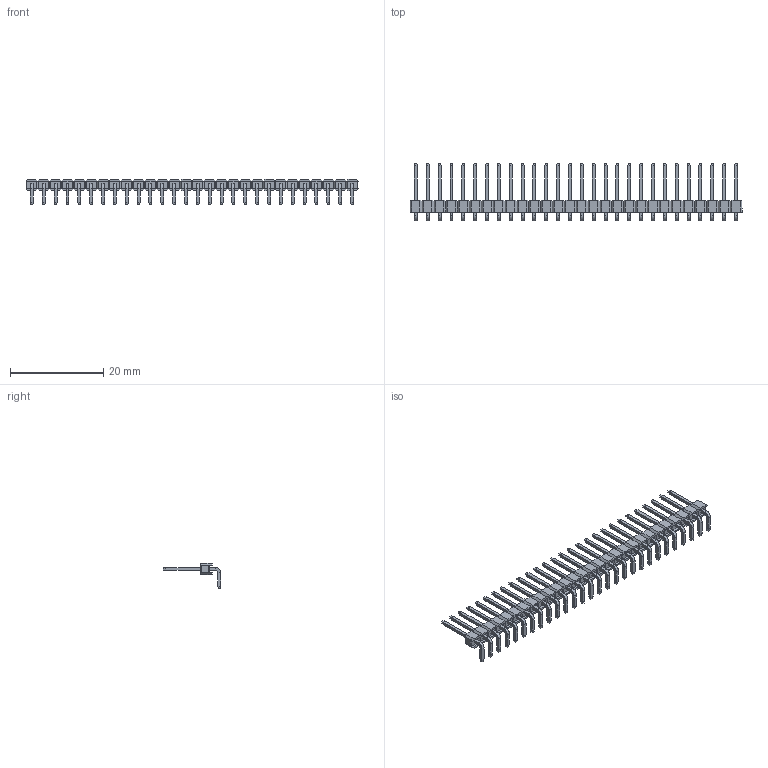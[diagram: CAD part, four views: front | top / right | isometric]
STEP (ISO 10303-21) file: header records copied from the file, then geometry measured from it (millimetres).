
FILE_DESCRIPTION (( 'STEP AP214' ), '1' );
FILE_NAME ('1x28 Male Pin Header Angle.STEP', '2021-11-12T11:33:59', ( 'M.B.I.' ), ( '' ), 'SwSTEP 2.0', '', '' );
FILE_SCHEMA (( 'AUTOMOTIVE_DESIGN' ));
Length unit declared in the file: millimetre
Products named in the file (1): 1x28 Male Pin Header Angle
Bounding box: 71.12 x 12.36 x 5.5 mm (x, y, z)
Volume: 515.9 mm3; surface area: 2152.1 mm2
Topology: 37 solids, 37 shells, 1360 faces, 3318 edges, 2032 vertices
Faces by surface type: plane 1304, cylinder 56
Entity records: 38904 total; most frequent: CARTESIAN_POINT 6711, ORIENTED_EDGE 6636, DIRECTION 6152, EDGE_CURVE 3318, VECTOR 3206, LINE 3206, VERTEX_POINT 2032, AXIS2_PLACEMENT_3D 1473
